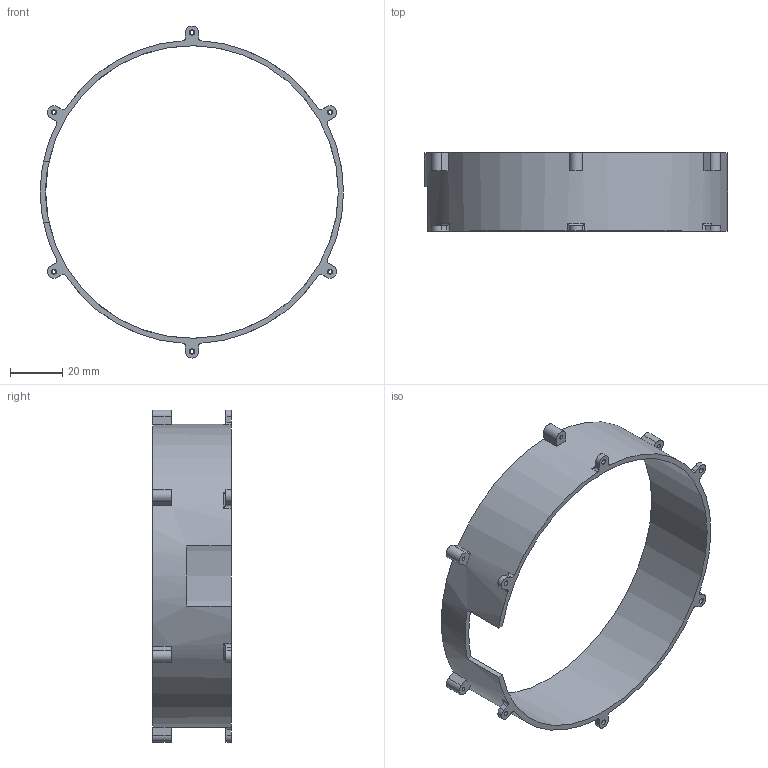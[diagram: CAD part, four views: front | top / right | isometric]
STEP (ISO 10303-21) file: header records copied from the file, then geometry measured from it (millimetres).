
FILE_DESCRIPTION(/* description */ (''),/* implementation_level */ '2;1');
FILE_NAME(/* name */ 'volute v1.step',/* time_stamp */ '2021-06-11T10:09:44-04:00',/* author */ (''),/* organization */ (''),/* preprocessor_version */ 'ST-DEVELOPER v18.1',/* originating_system */ 'Autodesk Translation Framework v10.6.0.1341',/* authorisation */ '');
FILE_SCHEMA (('AUTOMOTIVE_DESIGN { 1 0 10303 214 3 1 1 }'));
Length unit declared in the file: millimetre
Products named in the file (1): volute
Bounding box: 116 x 30 x 127.08 mm (x, y, z)
Volume: 21956.6 mm3; surface area: 23489.9 mm2
Topology: 1 solids, 1 shells, 85 faces, 252 edges, 168 vertices
Faces by surface type: plane 41, cylinder 38, torus 6
Full cylindrical faces by diameter (mm): 1.5 x6, 2 x6, 112 x1, 116 x1
Entity records: 3113 total; most frequent: CARTESIAN_POINT 698, ORIENTED_EDGE 504, DIRECTION 498, EDGE_CURVE 252, AXIS2_PLACEMENT_3D 184, VERTEX_POINT 168, LINE 130, VECTOR 130
